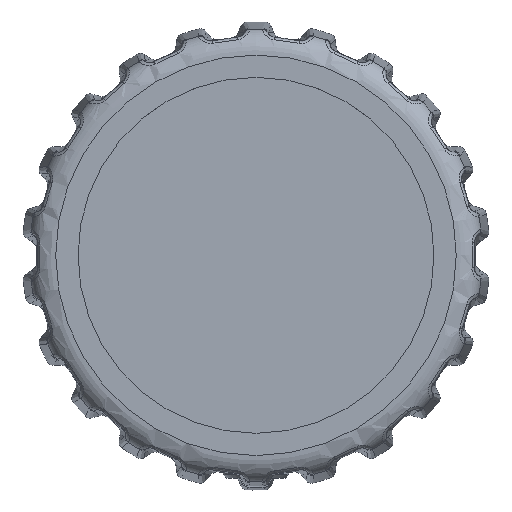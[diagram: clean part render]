
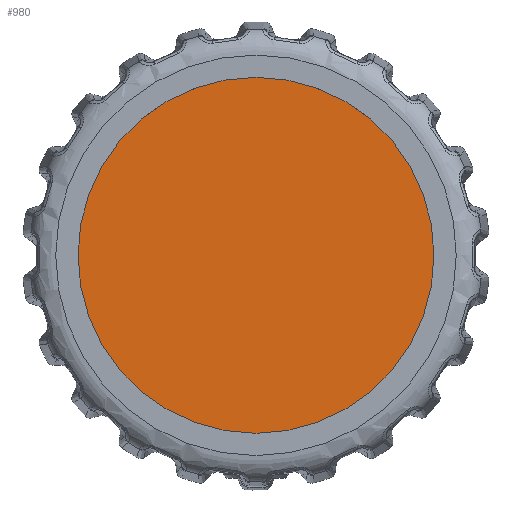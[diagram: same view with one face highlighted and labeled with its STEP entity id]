
A CAD part, top view. The second image highlights one B-rep face of the part: STEP entity #980.
In plain terms, the highlighted planar face has unit normal (0, 0, 1).
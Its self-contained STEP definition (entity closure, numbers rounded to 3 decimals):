
#980 = ADVANCED_FACE( '', ( #2029 ), #2030, .F. );
#2029 = FACE_OUTER_BOUND( '', #12389, .T. );
#2030 = PLANE( '', #12390 );
#12389 = EDGE_LOOP( '', ( #16511 ) );
#12390 = AXIS2_PLACEMENT_3D( '', #16512, #16513, #16514 );
#16511 = ORIENTED_EDGE( '', *, *, #18022, .T. );
#16512 = CARTESIAN_POINT( '', ( 13.5, 0., 44. ) );
#16513 = DIRECTION( '', ( 0., 0., -1. ) );
#16514 = DIRECTION( '', ( -1., 0., 0. ) );
#18022 = EDGE_CURVE( '', #19881, #19881, #19882, .F. );
#19881 = VERTEX_POINT( '', #30655 );
#19882 = CIRCLE( '', #30656, 13.5 );
#30655 = CARTESIAN_POINT( '', ( -13.5, 0., 44. ) );
#30656 = AXIS2_PLACEMENT_3D( '', #31667, #31668, #31669 );
#31667 = CARTESIAN_POINT( '', ( 0., 0., 44. ) );
#31668 = DIRECTION( '', ( 0., 0., -1. ) );
#31669 = DIRECTION( '', ( -1., 0., 0. ) );
